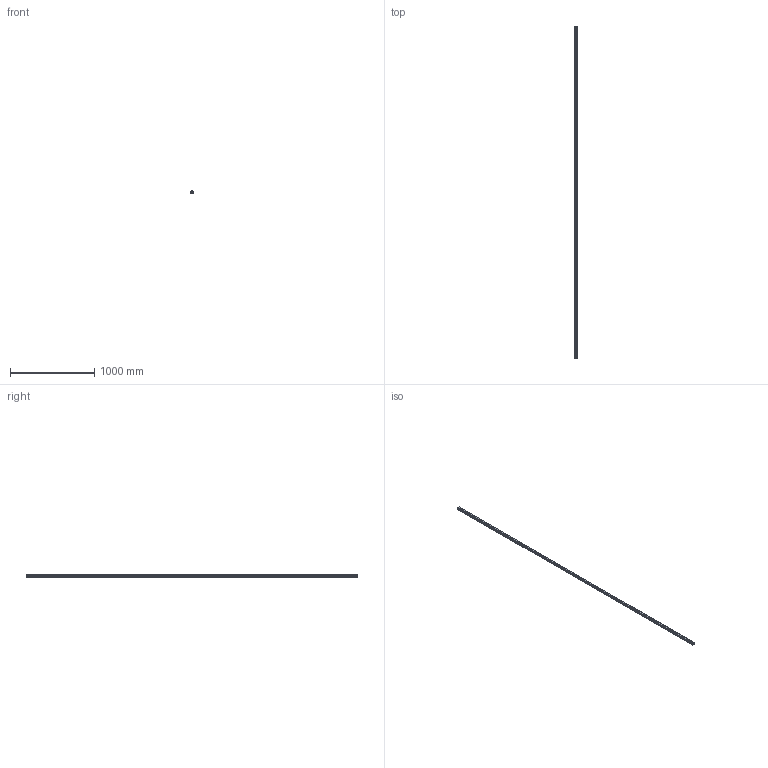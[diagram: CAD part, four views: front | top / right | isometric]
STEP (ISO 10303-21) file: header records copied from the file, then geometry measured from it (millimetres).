
FILE_DESCRIPTION(('STEP AP214'),'1');
FILE_NAME('cctmp_525CD9CB-50CC-4654-B117-9C800C5019A3_2021_01_26_12_59_39_0756..stp','2021-01-26T11:59:39',('HIWIN GmbH'),('CADClick - www.CADClick.com'),'Spatial InterOp 3D',' ','unknown authorization');
FILE_SCHEMA(('AUTOMOTIVE_DESIGN'));
Length unit declared in the file: millimetre
Products named in the file (1): HGR30T3950C_FILE
Bounding box: 28 x 3950 x 26 mm (x, y, z)
Volume: 2395845.9 mm3; surface area: 454215.8 mm2
Topology: 1 solids, 1 shells, 315 faces, 827 edges, 468 vertices
Faces by surface type: cylinder 122, cone 100, plane 93
Entity records: 11449 total; most frequent: DIRECTION 1603, CARTESIAN_POINT 1511, ORIENTED_EDGE 1454, EDGE_CURVE 727, AXIS2_PLACEMENT_3D 560, LINE 483, VECTOR 483, VERTEX_POINT 468
